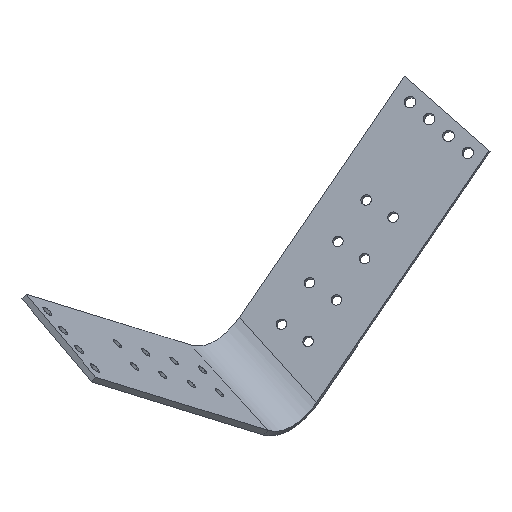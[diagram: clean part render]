
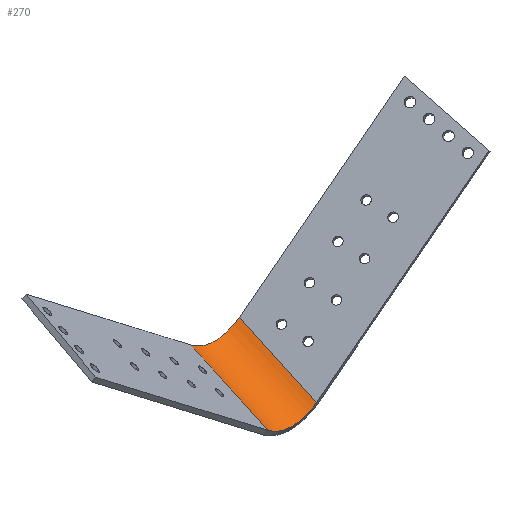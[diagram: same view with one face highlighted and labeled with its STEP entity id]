
A CAD part, isometric view. The second image highlights one B-rep face of the part: STEP entity #270.
In plain terms, the highlighted cylindrical face has radius 28.575 mm (diameter 57.15 mm), a partial arc.
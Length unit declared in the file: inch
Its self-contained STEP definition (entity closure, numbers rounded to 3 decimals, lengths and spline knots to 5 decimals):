
#2 = CARTESIAN_POINT ( 'NONE',  ( 0., 0.39161, -0.85361 ) ) ;
#12 = CARTESIAN_POINT ( 'NONE',  ( -0.64355, 2.03191, -1.1163 ) ) ;
#29 = DIRECTION ( 'NONE',  ( 0., 0.909, 0.417 ) ) ;
#54 = AXIS2_PLACEMENT_3D ( 'NONE', #2, #29, #722 ) ;
#110 = ORIENTED_EDGE ( 'NONE', *, *, #1813, .T. ) ;
#201 = EDGE_CURVE ( 'NONE', #616, #2106, #530, .T. ) ;
#270 = ADVANCED_FACE ( 'NONE', ( #2102 ), #880, .F. ) ;
#335 = VERTEX_POINT ( 'NONE', #12 ) ;
#527 = LINE ( 'NONE', #1204, #1741 ) ;
#530 =( BOUNDED_CURVE ( )  B_SPLINE_CURVE ( 3, ( #2035, #1700, #2210, #1180 ),
 .UNSPECIFIED., .F., .T. ) 
 B_SPLINE_CURVE_WITH_KNOTS ( ( 4, 4 ),
 ( 2.53259, 3.75059 ),
 .UNSPECIFIED. ) 
 CURVE ( )  GEOMETRIC_REPRESENTATION_ITEM ( )  RATIONAL_B_SPLINE_CURVE ( ( 1., 0.88, 0.88, 1. ) ) 
 REPRESENTATION_ITEM ( '' )  );
#616 = VERTEX_POINT ( 'NONE', #1274 ) ;
#722 = DIRECTION ( 'NONE',  ( 0., -0.417, 0.909 ) ) ;
#728 = CARTESIAN_POINT ( 'NONE',  ( 0.64355, 2.03191, -1.1163 ) ) ;
#764 = ORIENTED_EDGE ( 'NONE', *, *, #201, .T. ) ;
#796 = DIRECTION ( 'NONE',  ( 0., 0.909, 0.417 ) ) ;
#819 = EDGE_CURVE ( 'NONE', #616, #335, #1664, .T. ) ;
#824 = ORIENTED_EDGE ( 'NONE', *, *, #1485, .F. ) ;
#864 = EDGE_LOOP ( 'NONE', ( #110, #911, #764, #824 ) ) ;
#880 = CYLINDRICAL_SURFACE ( 'NONE', #54, 1.125 ) ;
#911 = ORIENTED_EDGE ( 'NONE', *, *, #819, .F. ) ;
#964 = CARTESIAN_POINT ( 'NONE',  ( -0.64355, 1.84475, -1.20217 ) ) ;
#1126 =( BOUNDED_CURVE ( )  B_SPLINE_CURVE ( 3, ( #728, #2110, #1584, #1414 ),
 .UNSPECIFIED., .F., .T. ) 
 B_SPLINE_CURVE_WITH_KNOTS ( ( 4, 4 ),
 ( 2.53259, 3.75059 ),
 .UNSPECIFIED. ) 
 CURVE ( )  GEOMETRIC_REPRESENTATION_ITEM ( )  RATIONAL_B_SPLINE_CURVE ( ( 1., 0.88, 0.88, 1. ) ) 
 REPRESENTATION_ITEM ( '' )  );
#1180 = CARTESIAN_POINT ( 'NONE',  ( 0.64355, -0.02123, -2.05823 ) ) ;
#1204 = CARTESIAN_POINT ( 'NONE',  ( 0.64355, -0.20839, -2.14409 ) ) ;
#1274 = CARTESIAN_POINT ( 'NONE',  ( -0.64355, -0.02123, -2.05823 ) ) ;
#1414 = CARTESIAN_POINT ( 'NONE',  ( -0.64355, 2.03191, -1.1163 ) ) ;
#1485 = EDGE_CURVE ( 'NONE', #1712, #2106, #527, .T. ) ;
#1584 = CARTESIAN_POINT ( 'NONE',  ( -0.24373, 2.03191, -1.4231 ) ) ;
#1664 = LINE ( 'NONE', #964, #1721 ) ;
#1681 = CARTESIAN_POINT ( 'NONE',  ( 0.64355, -0.02123, -2.05823 ) ) ;
#1700 = CARTESIAN_POINT ( 'NONE',  ( -0.24373, -0.02123, -2.36502 ) ) ;
#1709 = CARTESIAN_POINT ( 'NONE',  ( 0.64355, 2.03191, -1.1163 ) ) ;
#1712 = VERTEX_POINT ( 'NONE', #1709 ) ;
#1721 = VECTOR ( 'NONE', #796, 39.37008 ) ;
#1741 = VECTOR ( 'NONE', #2253, 39.37008 ) ;
#1813 = EDGE_CURVE ( 'NONE', #1712, #335, #1126, .T. ) ;
#2035 = CARTESIAN_POINT ( 'NONE',  ( -0.64355, -0.02123, -2.05823 ) ) ;
#2102 = FACE_OUTER_BOUND ( 'NONE', #864, .T. ) ;
#2106 = VERTEX_POINT ( 'NONE', #1681 ) ;
#2110 = CARTESIAN_POINT ( 'NONE',  ( 0.24373, 2.03191, -1.4231 ) ) ;
#2210 = CARTESIAN_POINT ( 'NONE',  ( 0.24373, -0.02123, -2.36502 ) ) ;
#2253 = DIRECTION ( 'NONE',  ( 0., -0.909, -0.417 ) ) ;
